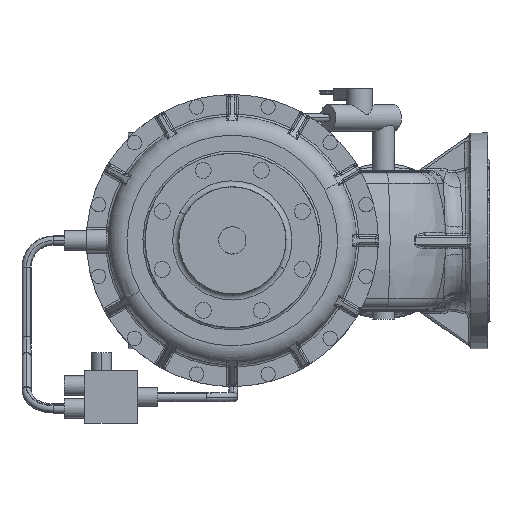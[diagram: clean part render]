
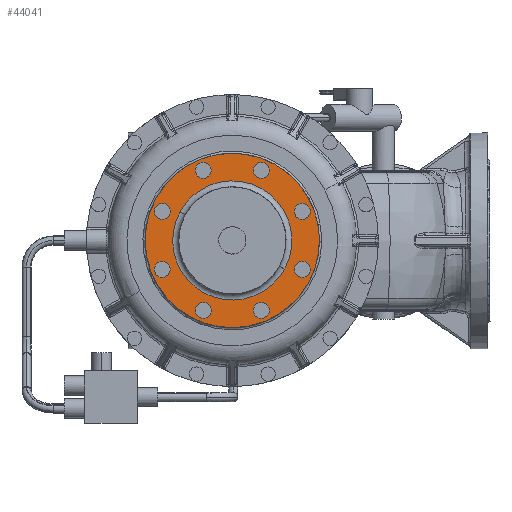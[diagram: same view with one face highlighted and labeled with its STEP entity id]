
A CAD part, top view. The second image highlights one B-rep face of the part: STEP entity #44041.
In plain terms, the highlighted planar face has unit normal (0, 0, 1).
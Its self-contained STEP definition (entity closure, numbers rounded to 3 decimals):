
#43513=AXIS2_PLACEMENT_3D('Circle Axis2P3D',#43511,#43512,$) ;
#43538=AXIS2_PLACEMENT_3D('Circle Axis2P3D',#43536,#43537,$) ;
#43873=AXIS2_PLACEMENT_3D('Plane Axis2P3D',#43870,#43871,#43872) ;
#43881=AXIS2_PLACEMENT_3D('Circle Axis2P3D',#43879,#43880,$) ;
#43890=AXIS2_PLACEMENT_3D('Circle Axis2P3D',#43888,#43889,$) ;
#43899=AXIS2_PLACEMENT_3D('Circle Axis2P3D',#43897,#43898,$) ;
#43908=AXIS2_PLACEMENT_3D('Circle Axis2P3D',#43906,#43907,$) ;
#43917=AXIS2_PLACEMENT_3D('Circle Axis2P3D',#43915,#43916,$) ;
#43926=AXIS2_PLACEMENT_3D('Circle Axis2P3D',#43924,#43925,$) ;
#43935=AXIS2_PLACEMENT_3D('Circle Axis2P3D',#43933,#43934,$) ;
#43944=AXIS2_PLACEMENT_3D('Circle Axis2P3D',#43942,#43943,$) ;
#43953=AXIS2_PLACEMENT_3D('Circle Axis2P3D',#43951,#43952,$) ;
#43962=AXIS2_PLACEMENT_3D('Circle Axis2P3D',#43960,#43961,$) ;
#43971=AXIS2_PLACEMENT_3D('Circle Axis2P3D',#43969,#43970,$) ;
#43980=AXIS2_PLACEMENT_3D('Circle Axis2P3D',#43978,#43979,$) ;
#43989=AXIS2_PLACEMENT_3D('Circle Axis2P3D',#43987,#43988,$) ;
#43998=AXIS2_PLACEMENT_3D('Circle Axis2P3D',#43996,#43997,$) ;
#44007=AXIS2_PLACEMENT_3D('Circle Axis2P3D',#44005,#44006,$) ;
#44016=AXIS2_PLACEMENT_3D('Circle Axis2P3D',#44014,#44015,$) ;
#44025=AXIS2_PLACEMENT_3D('Circle Axis2P3D',#44023,#44024,$) ;
#44034=AXIS2_PLACEMENT_3D('Circle Axis2P3D',#44032,#44033,$) ;
#43508=CARTESIAN_POINT('Vertex',(-20.322,4.812,512.45)) ;
#43511=CARTESIAN_POINT('Axis2P3D Location',(-121.244,59.946,512.45)) ;
#43515=CARTESIAN_POINT('Vertex',(-222.166,115.08,512.45)) ;
#43536=CARTESIAN_POINT('Axis2P3D Location',(-121.244,59.946,512.45)) ;
#43870=CARTESIAN_POINT('Axis2P3D Location',(-199.882,59.946,512.45)) ;
#43879=CARTESIAN_POINT('Axis2P3D Location',(-213.632,98.214,512.45)) ;
#43883=CARTESIAN_POINT('Vertex',(-203.132,98.214,512.45)) ;
#43885=CARTESIAN_POINT('Vertex',(-224.132,98.214,512.45)) ;
#43888=CARTESIAN_POINT('Axis2P3D Location',(-213.632,98.214,512.45)) ;
#43897=CARTESIAN_POINT('Axis2P3D Location',(-121.244,59.946,512.45)) ;
#43901=CARTESIAN_POINT('Vertex',(-52.232,22.245,512.45)) ;
#43903=CARTESIAN_POINT('Vertex',(-190.255,97.647,512.45)) ;
#43906=CARTESIAN_POINT('Axis2P3D Location',(-121.244,59.946,512.45)) ;
#43915=CARTESIAN_POINT('Axis2P3D Location',(-159.512,152.334,512.45)) ;
#43919=CARTESIAN_POINT('Vertex',(-166.937,159.758,512.45)) ;
#43921=CARTESIAN_POINT('Vertex',(-152.087,144.909,512.45)) ;
#43924=CARTESIAN_POINT('Axis2P3D Location',(-159.512,152.334,512.45)) ;
#43933=CARTESIAN_POINT('Axis2P3D Location',(-82.975,152.334,512.45)) ;
#43937=CARTESIAN_POINT('Vertex',(-82.975,162.834,512.45)) ;
#43939=CARTESIAN_POINT('Vertex',(-82.975,141.834,512.45)) ;
#43942=CARTESIAN_POINT('Axis2P3D Location',(-82.975,152.334,512.45)) ;
#43951=CARTESIAN_POINT('Axis2P3D Location',(-28.856,98.214,512.45)) ;
#43955=CARTESIAN_POINT('Vertex',(-21.431,105.639,512.45)) ;
#43957=CARTESIAN_POINT('Vertex',(-36.28,90.79,512.45)) ;
#43960=CARTESIAN_POINT('Axis2P3D Location',(-28.856,98.214,512.45)) ;
#43969=CARTESIAN_POINT('Axis2P3D Location',(-28.856,21.678,512.45)) ;
#43973=CARTESIAN_POINT('Vertex',(-18.356,21.678,512.45)) ;
#43975=CARTESIAN_POINT('Vertex',(-39.356,21.678,512.45)) ;
#43978=CARTESIAN_POINT('Axis2P3D Location',(-28.856,21.678,512.45)) ;
#43987=CARTESIAN_POINT('Axis2P3D Location',(-82.975,-32.442,512.45)) ;
#43991=CARTESIAN_POINT('Vertex',(-75.551,-39.867,512.45)) ;
#43993=CARTESIAN_POINT('Vertex',(-90.4,-25.017,512.45)) ;
#43996=CARTESIAN_POINT('Axis2P3D Location',(-82.975,-32.442,512.45)) ;
#44005=CARTESIAN_POINT('Axis2P3D Location',(-159.512,-32.442,512.45)) ;
#44009=CARTESIAN_POINT('Vertex',(-159.512,-42.942,512.45)) ;
#44011=CARTESIAN_POINT('Vertex',(-159.512,-21.942,512.45)) ;
#44014=CARTESIAN_POINT('Axis2P3D Location',(-159.512,-32.442,512.45)) ;
#44023=CARTESIAN_POINT('Axis2P3D Location',(-213.632,21.678,512.45)) ;
#44027=CARTESIAN_POINT('Vertex',(-221.056,14.253,512.45)) ;
#44029=CARTESIAN_POINT('Vertex',(-206.207,29.102,512.45)) ;
#44032=CARTESIAN_POINT('Axis2P3D Location',(-213.632,21.678,512.45)) ;
#43512=DIRECTION('Axis2P3D Direction',(0.,0.,-1.)) ;
#43537=DIRECTION('Axis2P3D Direction',(0.,0.,-1.)) ;
#43871=DIRECTION('Axis2P3D Direction',(0.,0.,-1.)) ;
#43872=DIRECTION('Axis2P3D XDirection',(0.,1.,0.)) ;
#43880=DIRECTION('Axis2P3D Direction',(0.,0.,-1.)) ;
#43889=DIRECTION('Axis2P3D Direction',(0.,0.,-1.)) ;
#43898=DIRECTION('Axis2P3D Direction',(0.,0.,-1.)) ;
#43907=DIRECTION('Axis2P3D Direction',(0.,0.,-1.)) ;
#43916=DIRECTION('Axis2P3D Direction',(0.,0.,-1.)) ;
#43925=DIRECTION('Axis2P3D Direction',(0.,0.,-1.)) ;
#43934=DIRECTION('Axis2P3D Direction',(0.,0.,-1.)) ;
#43943=DIRECTION('Axis2P3D Direction',(0.,0.,-1.)) ;
#43952=DIRECTION('Axis2P3D Direction',(0.,0.,-1.)) ;
#43961=DIRECTION('Axis2P3D Direction',(0.,0.,-1.)) ;
#43970=DIRECTION('Axis2P3D Direction',(0.,0.,-1.)) ;
#43979=DIRECTION('Axis2P3D Direction',(0.,0.,-1.)) ;
#43988=DIRECTION('Axis2P3D Direction',(0.,0.,-1.)) ;
#43997=DIRECTION('Axis2P3D Direction',(0.,0.,-1.)) ;
#44006=DIRECTION('Axis2P3D Direction',(0.,0.,-1.)) ;
#44015=DIRECTION('Axis2P3D Direction',(0.,0.,-1.)) ;
#44024=DIRECTION('Axis2P3D Direction',(0.,0.,-1.)) ;
#44033=DIRECTION('Axis2P3D Direction',(0.,0.,-1.)) ;
#43876=ORIENTED_EDGE('',*,*,#43540,.F.) ;
#43877=ORIENTED_EDGE('',*,*,#43517,.F.) ;
#43894=ORIENTED_EDGE('',*,*,#43887,.T.) ;
#43895=ORIENTED_EDGE('',*,*,#43892,.T.) ;
#43912=ORIENTED_EDGE('',*,*,#43905,.T.) ;
#43913=ORIENTED_EDGE('',*,*,#43910,.T.) ;
#43930=ORIENTED_EDGE('',*,*,#43923,.T.) ;
#43931=ORIENTED_EDGE('',*,*,#43928,.T.) ;
#43948=ORIENTED_EDGE('',*,*,#43941,.T.) ;
#43949=ORIENTED_EDGE('',*,*,#43946,.T.) ;
#43966=ORIENTED_EDGE('',*,*,#43959,.T.) ;
#43967=ORIENTED_EDGE('',*,*,#43964,.T.) ;
#43984=ORIENTED_EDGE('',*,*,#43977,.T.) ;
#43985=ORIENTED_EDGE('',*,*,#43982,.T.) ;
#44002=ORIENTED_EDGE('',*,*,#43995,.T.) ;
#44003=ORIENTED_EDGE('',*,*,#44000,.T.) ;
#44020=ORIENTED_EDGE('',*,*,#44013,.T.) ;
#44021=ORIENTED_EDGE('',*,*,#44018,.T.) ;
#44038=ORIENTED_EDGE('',*,*,#44031,.T.) ;
#44039=ORIENTED_EDGE('',*,*,#44036,.T.) ;
#43896=FACE_BOUND('',#43893,.T.) ;
#43914=FACE_BOUND('',#43911,.T.) ;
#43932=FACE_BOUND('',#43929,.T.) ;
#43950=FACE_BOUND('',#43947,.T.) ;
#43968=FACE_BOUND('',#43965,.T.) ;
#43986=FACE_BOUND('',#43983,.T.) ;
#44004=FACE_BOUND('',#44001,.T.) ;
#44022=FACE_BOUND('',#44019,.T.) ;
#44040=FACE_BOUND('',#44037,.T.) ;
#44041=ADVANCED_FACE('Hauptk\X2\00F6\X0\rper',(#43878,#43896,#43914,#43932,#43950,#43968,#43986,#44004,#44022,#44040),#43874,.F.) ;
#43514=CIRCLE('generated circle',#43513,115.) ;
#43539=CIRCLE('generated circle',#43538,115.) ;
#43882=CIRCLE('generated circle',#43881,10.5) ;
#43891=CIRCLE('generated circle',#43890,10.5) ;
#43900=CIRCLE('generated circle',#43899,78.639) ;
#43909=CIRCLE('generated circle',#43908,78.639) ;
#43918=CIRCLE('generated circle',#43917,10.5) ;
#43927=CIRCLE('generated circle',#43926,10.5) ;
#43936=CIRCLE('generated circle',#43935,10.5) ;
#43945=CIRCLE('generated circle',#43944,10.5) ;
#43954=CIRCLE('generated circle',#43953,10.5) ;
#43963=CIRCLE('generated circle',#43962,10.5) ;
#43972=CIRCLE('generated circle',#43971,10.5) ;
#43981=CIRCLE('generated circle',#43980,10.5) ;
#43990=CIRCLE('generated circle',#43989,10.5) ;
#43999=CIRCLE('generated circle',#43998,10.5) ;
#44008=CIRCLE('generated circle',#44007,10.5) ;
#44017=CIRCLE('generated circle',#44016,10.5) ;
#44026=CIRCLE('generated circle',#44025,10.5) ;
#44035=CIRCLE('generated circle',#44034,10.5) ;
#43517=EDGE_CURVE('',#43509,#43516,#43514,.T.) ;
#43540=EDGE_CURVE('',#43516,#43509,#43539,.T.) ;
#43887=EDGE_CURVE('',#43884,#43886,#43882,.T.) ;
#43892=EDGE_CURVE('',#43886,#43884,#43891,.T.) ;
#43905=EDGE_CURVE('',#43902,#43904,#43900,.T.) ;
#43910=EDGE_CURVE('',#43904,#43902,#43909,.T.) ;
#43923=EDGE_CURVE('',#43920,#43922,#43918,.T.) ;
#43928=EDGE_CURVE('',#43922,#43920,#43927,.T.) ;
#43941=EDGE_CURVE('',#43938,#43940,#43936,.T.) ;
#43946=EDGE_CURVE('',#43940,#43938,#43945,.T.) ;
#43959=EDGE_CURVE('',#43956,#43958,#43954,.T.) ;
#43964=EDGE_CURVE('',#43958,#43956,#43963,.T.) ;
#43977=EDGE_CURVE('',#43974,#43976,#43972,.T.) ;
#43982=EDGE_CURVE('',#43976,#43974,#43981,.T.) ;
#43995=EDGE_CURVE('',#43992,#43994,#43990,.T.) ;
#44000=EDGE_CURVE('',#43994,#43992,#43999,.T.) ;
#44013=EDGE_CURVE('',#44010,#44012,#44008,.T.) ;
#44018=EDGE_CURVE('',#44012,#44010,#44017,.T.) ;
#44031=EDGE_CURVE('',#44028,#44030,#44026,.T.) ;
#44036=EDGE_CURVE('',#44030,#44028,#44035,.T.) ;
#43875=EDGE_LOOP('',(#43876,#43877)) ;
#43893=EDGE_LOOP('',(#43894,#43895)) ;
#43911=EDGE_LOOP('',(#43912,#43913)) ;
#43929=EDGE_LOOP('',(#43930,#43931)) ;
#43947=EDGE_LOOP('',(#43948,#43949)) ;
#43965=EDGE_LOOP('',(#43966,#43967)) ;
#43983=EDGE_LOOP('',(#43984,#43985)) ;
#44001=EDGE_LOOP('',(#44002,#44003)) ;
#44019=EDGE_LOOP('',(#44020,#44021)) ;
#44037=EDGE_LOOP('',(#44038,#44039)) ;
#43878=FACE_OUTER_BOUND('',#43875,.T.) ;
#43874=PLANE('Plane',#43873) ;
#43509=VERTEX_POINT('',#43508) ;
#43516=VERTEX_POINT('',#43515) ;
#43884=VERTEX_POINT('',#43883) ;
#43886=VERTEX_POINT('',#43885) ;
#43902=VERTEX_POINT('',#43901) ;
#43904=VERTEX_POINT('',#43903) ;
#43920=VERTEX_POINT('',#43919) ;
#43922=VERTEX_POINT('',#43921) ;
#43938=VERTEX_POINT('',#43937) ;
#43940=VERTEX_POINT('',#43939) ;
#43956=VERTEX_POINT('',#43955) ;
#43958=VERTEX_POINT('',#43957) ;
#43974=VERTEX_POINT('',#43973) ;
#43976=VERTEX_POINT('',#43975) ;
#43992=VERTEX_POINT('',#43991) ;
#43994=VERTEX_POINT('',#43993) ;
#44010=VERTEX_POINT('',#44009) ;
#44012=VERTEX_POINT('',#44011) ;
#44028=VERTEX_POINT('',#44027) ;
#44030=VERTEX_POINT('',#44029) ;
